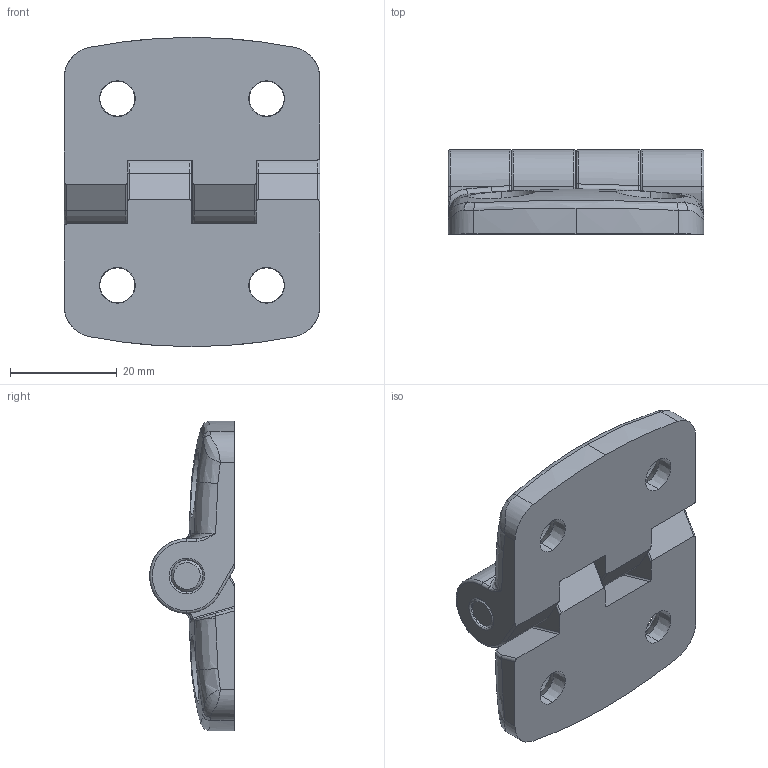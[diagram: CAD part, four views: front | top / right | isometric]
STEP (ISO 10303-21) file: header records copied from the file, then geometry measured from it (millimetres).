
FILE_DESCRIPTION (( 'STEP AP214' ), '1' );
FILE_NAME ('095e3030f.STEP', '2014-01-10T14:10:32', ( 'Admin' ), ( 'Hewlett-Packard Company' ), 'SwSTEP 2.0', 'SolidWorks 2012', '' );
FILE_SCHEMA (( 'AUTOMOTIVE_DESIGN' ));
Length unit declared in the file: millimetre
Products named in the file (3): 095k-02_Standard; 095e30f_114046; 095e3030f
Assembly tree (3 placements, depth 2):
  095e3030f
    095e30f_114046  x2
    095k-02_Standard
Bounding box: 48 x 15.9 x 58 mm (x, y, z)
Volume: 20976 mm3; surface area: 10617.7 mm2
Topology: 3 solids, 3 shells, 181 faces, 454 edges, 264 vertices
Faces by surface type: bspline 62, cylinder 54, plane 25, cone 20, torus 20
Entity records: 4218 total; most frequent: CARTESIAN_POINT 2108, ORIENTED_EDGE 462, DIRECTION 368, EDGE_CURVE 231, AXIS2_PLACEMENT_3D 153, VERTEX_POINT 138, EDGE_LOOP 103, ADVANCED_FACE 96
